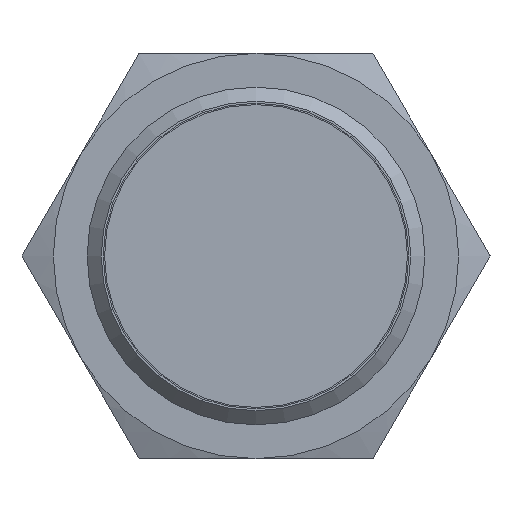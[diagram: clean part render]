
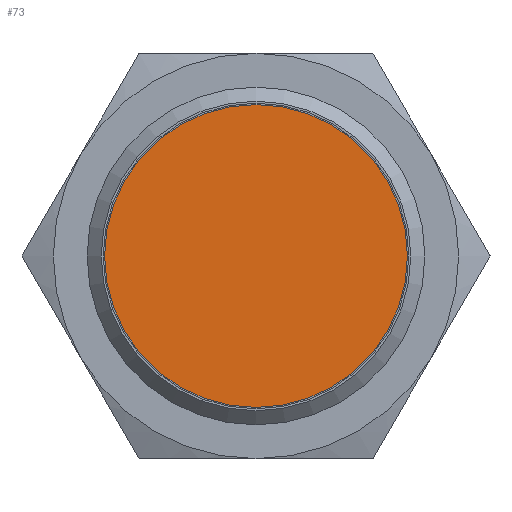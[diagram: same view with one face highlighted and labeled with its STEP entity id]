
A CAD part, left-side view. The second image highlights one B-rep face of the part: STEP entity #73.
In plain terms, the highlighted planar face has unit normal (-1, 0, 0).
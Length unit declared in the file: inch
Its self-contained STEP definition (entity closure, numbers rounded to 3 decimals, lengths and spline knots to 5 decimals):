
#73 = ADVANCED_FACE ( 'NONE', ( #376 ), #793, .F. ) ;
#170 = DIRECTION ( 'NONE',  ( 1., 0., 0. ) ) ;
#218 = EDGE_LOOP ( 'NONE', ( #1139 ) ) ;
#376 = FACE_OUTER_BOUND ( 'NONE', #218, .T. ) ;
#442 = DIRECTION ( 'NONE',  ( 0., 0., 1. ) ) ;
#569 = AXIS2_PLACEMENT_3D ( 'NONE', #940, #170, #442 ) ;
#793 = PLANE ( 'NONE',  #1067 ) ;
#910 = CARTESIAN_POINT ( 'NONE',  ( 0., 0., 0. ) ) ;
#940 = CARTESIAN_POINT ( 'NONE',  ( 0., 0., 0. ) ) ;
#970 = CIRCLE ( 'NONE', #569, 0.52953 ) ;
#1067 = AXIS2_PLACEMENT_3D ( 'NONE', #910, #1664, #1155 ) ;
#1139 = ORIENTED_EDGE ( 'NONE', *, *, #1564, .F. ) ;
#1155 = DIRECTION ( 'NONE',  ( 0., 0., -1. ) ) ;
#1344 = CARTESIAN_POINT ( 'NONE',  ( 0., 0., 0.52953 ) ) ;
#1464 = VERTEX_POINT ( 'NONE', #1344 ) ;
#1564 = EDGE_CURVE ( 'NONE', #1464, #1464, #970, .T. ) ;
#1664 = DIRECTION ( 'NONE',  ( 1., 0., 0. ) ) ;
